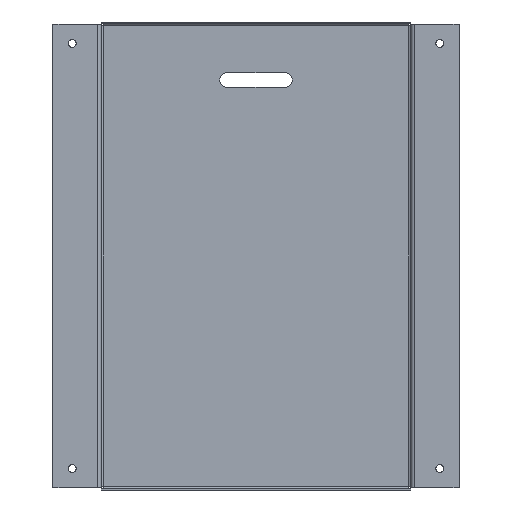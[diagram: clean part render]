
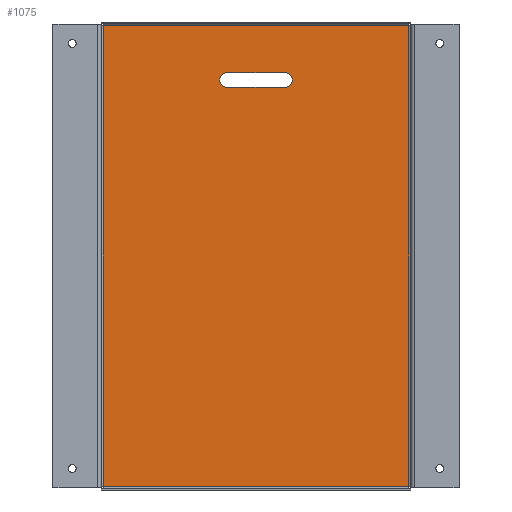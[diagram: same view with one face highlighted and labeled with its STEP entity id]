
A CAD part, front view. The second image highlights one B-rep face of the part: STEP entity #1075.
In plain terms, the highlighted planar face has unit normal (0, -1, 0).
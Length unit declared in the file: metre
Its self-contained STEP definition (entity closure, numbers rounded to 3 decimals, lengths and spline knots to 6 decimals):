
#20=CIRCLE('',#1155,0.0075);
#22=CIRCLE('',#1159,0.0075);
#98=ORIENTED_EDGE('',*,*,#385,.T.);
#99=ORIENTED_EDGE('',*,*,#382,.T.);
#100=ORIENTED_EDGE('',*,*,#379,.F.);
#101=ORIENTED_EDGE('',*,*,#388,.T.);
#102=ORIENTED_EDGE('',*,*,#394,.F.);
#103=ORIENTED_EDGE('',*,*,#395,.T.);
#104=ORIENTED_EDGE('',*,*,#396,.T.);
#105=ORIENTED_EDGE('',*,*,#397,.F.);
#379=EDGE_CURVE('',#530,#532,#619,.T.);
#382=EDGE_CURVE('',#534,#532,#20,.T.);
#385=EDGE_CURVE('',#536,#534,#623,.T.);
#388=EDGE_CURVE('',#530,#536,#22,.T.);
#394=EDGE_CURVE('',#542,#543,#630,.F.);
#395=EDGE_CURVE('',#542,#544,#631,.T.);
#396=EDGE_CURVE('',#544,#545,#632,.T.);
#397=EDGE_CURVE('',#543,#545,#633,.F.);
#530=VERTEX_POINT('',#1592);
#532=VERTEX_POINT('',#1595);
#534=VERTEX_POINT('',#1601);
#536=VERTEX_POINT('',#1607);
#542=VERTEX_POINT('',#1625);
#543=VERTEX_POINT('',#1626);
#544=VERTEX_POINT('',#1628);
#545=VERTEX_POINT('',#1630);
#619=LINE('',#1594,#735);
#623=LINE('',#1606,#739);
#630=LINE('',#1624,#746);
#631=LINE('',#1627,#747);
#632=LINE('',#1629,#748);
#633=LINE('',#1631,#749);
#735=VECTOR('',#1264,1.);
#739=VECTOR('',#1276,1.);
#746=VECTOR('',#1293,1.);
#747=VECTOR('',#1294,1.);
#748=VECTOR('',#1295,1.);
#749=VECTOR('',#1296,1.);
#856=EDGE_LOOP('',(#98,#99,#100,#101));
#857=EDGE_LOOP('',(#102,#103,#104,#105));
#940=FACE_BOUND('',#856,.T.);
#941=FACE_BOUND('',#857,.T.);
#1021=PLANE('',#1162);
#1075=ADVANCED_FACE('',(#940,#941),#1021,.T.);
#1155=AXIS2_PLACEMENT_3D('',#1600,#1269,#1270);
#1159=AXIS2_PLACEMENT_3D('',#1612,#1281,#1282);
#1162=AXIS2_PLACEMENT_3D('',#1623,#1291,#1292);
#1264=DIRECTION('',(-1.,0.,0.));
#1269=DIRECTION('',(0.,1.,0.));
#1270=DIRECTION('',(0.,0.,-1.));
#1276=DIRECTION('',(-1.,0.,0.));
#1281=DIRECTION('',(0.,1.,0.));
#1282=DIRECTION('',(0.,0.,-1.));
#1291=DIRECTION('',(0.,-1.,0.));
#1292=DIRECTION('',(1.,0.,0.));
#1293=DIRECTION('',(0.,0.,-1.));
#1294=DIRECTION('',(1.,0.,0.));
#1295=DIRECTION('',(0.,0.,1.));
#1296=DIRECTION('',(-1.,0.,0.));
#1592=CARTESIAN_POINT('',(0.19,-0.002,0.4295));
#1594=CARTESIAN_POINT('',(0.16,-0.002,0.4295));
#1595=CARTESIAN_POINT('',(0.13,-0.002,0.4295));
#1600=CARTESIAN_POINT('',(0.13,-0.002,0.422));
#1601=CARTESIAN_POINT('',(0.13,-0.002,0.4145));
#1606=CARTESIAN_POINT('',(0.16,-0.002,0.4145));
#1607=CARTESIAN_POINT('',(0.19,-0.002,0.4145));
#1612=CARTESIAN_POINT('',(0.19,-0.002,0.422));
#1623=CARTESIAN_POINT('',(0.16,-0.002,0.24));
#1624=CARTESIAN_POINT('',(0.002,-0.002,0.24));
#1625=CARTESIAN_POINT('',(0.002,-0.002,0.002));
#1626=CARTESIAN_POINT('',(0.002,-0.002,0.478));
#1627=CARTESIAN_POINT('',(0.16,-0.002,0.002));
#1628=CARTESIAN_POINT('',(0.318,-0.002,0.002));
#1629=CARTESIAN_POINT('',(0.318,-0.002,0.24));
#1630=CARTESIAN_POINT('',(0.318,-0.002,0.478));
#1631=CARTESIAN_POINT('',(0.16,-0.002,0.478));
